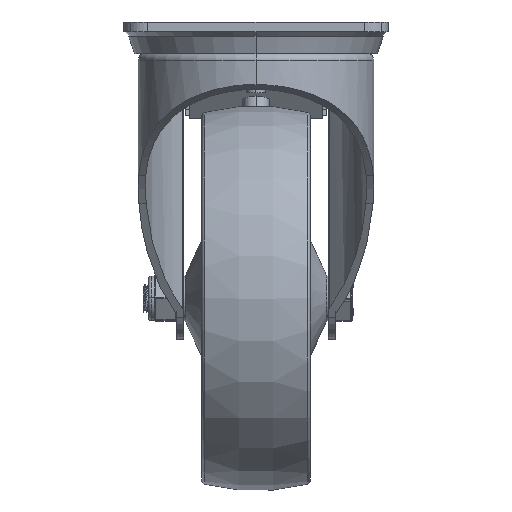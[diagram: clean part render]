
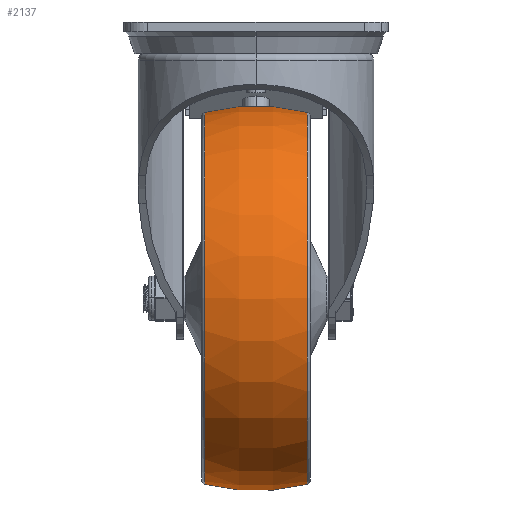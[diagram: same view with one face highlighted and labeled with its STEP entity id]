
A CAD part, left-side view. The second image highlights one B-rep face of the part: STEP entity #2137.
In plain terms, the highlighted toroidal (fillet/blend) face has major radius 5.875 mm and minor radius 85.875 mm.
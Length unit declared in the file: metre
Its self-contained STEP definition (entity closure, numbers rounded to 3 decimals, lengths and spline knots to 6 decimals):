
#2137=ADVANCED_FACE('27:41069',(#3818),#3819,.T.);
#3818=FACE_OUTER_BOUND('',#8572,.T.);
#3819=TOROIDAL_SURFACE('',#8573,-0.005875,0.085875);
#8572=EDGE_LOOP('',(#17805,#17806,#17807,#17808,#17809,#17810));
#8573=AXIS2_PLACEMENT_3D('',#17811,#17812,#17813);
#17805=ORIENTED_EDGE('',*,*,#25629,.F.);
#17806=ORIENTED_EDGE('',*,*,#25630,.T.);
#17807=ORIENTED_EDGE('',*,*,#25631,.T.);
#17808=ORIENTED_EDGE('',*,*,#25632,.F.);
#17809=ORIENTED_EDGE('',*,*,#25625,.F.);
#17810=ORIENTED_EDGE('',*,*,#25624,.F.);
#17811=CARTESIAN_POINT('',(0.,0.0,0.0));
#17812=DIRECTION('',(0.,1.0,0.0));
#17813=DIRECTION('',(0.0,0.0,-1.0));
#25624=EDGE_CURVE('27:41168',#29192,#29195,#29196,.T.);
#25625=EDGE_CURVE('27:41168',#29195,#29197,#29198,.T.);
#25629=EDGE_CURVE('',#29204,#29192,#29205,.T.);
#25630=EDGE_CURVE('27:41165',#29204,#29206,#29207,.T.);
#25631=EDGE_CURVE('27:41165',#29206,#29208,#29209,.T.);
#25632=EDGE_CURVE('',#29197,#29208,#29210,.T.);
#29192=VERTEX_POINT('',#35693);
#29195=VERTEX_POINT('',#35696);
#29196=CIRCLE('',#35697,0.077298);
#29197=VERTEX_POINT('',#35698);
#29198=CIRCLE('',#35699,0.077298);
#29204=VERTEX_POINT('',#35705);
#29205=CIRCLE('',#35706,0.085875);
#29206=VERTEX_POINT('',#35707);
#29207=CIRCLE('',#35708,0.077298);
#29208=VERTEX_POINT('',#35709);
#29209=CIRCLE('',#35710,0.077298);
#29210=CIRCLE('',#35711,0.085875);
#35693=CARTESIAN_POINT('',(0.,0.021373,-0.077298));
#35696=CARTESIAN_POINT('',(-0.077298,0.021373,0.0));
#35697=AXIS2_PLACEMENT_3D('',#45105,#45106,#45107);
#35698=CARTESIAN_POINT('',(0.,0.021373,0.077298));
#35699=AXIS2_PLACEMENT_3D('',#45108,#45109,#45110);
#35705=CARTESIAN_POINT('',(0.,-0.021373,-0.077298));
#35706=AXIS2_PLACEMENT_3D('',#45120,#45121,#45122);
#35707=CARTESIAN_POINT('',(-0.077298,-0.021373,0.0));
#35708=AXIS2_PLACEMENT_3D('',#45123,#45124,#45125);
#35709=CARTESIAN_POINT('',(0.,-0.021373,0.077298));
#35710=AXIS2_PLACEMENT_3D('',#45126,#45127,#45128);
#35711=AXIS2_PLACEMENT_3D('',#45129,#45130,#45131);
#45105=CARTESIAN_POINT('',(0.,0.021373,0.0));
#45106=DIRECTION('',(0.,1.0,0.0));
#45107=DIRECTION('',(-1.0,0.,0.0));
#45108=CARTESIAN_POINT('',(0.,0.021373,0.0));
#45109=DIRECTION('',(0.,1.0,0.0));
#45110=DIRECTION('',(-1.0,0.,0.0));
#45120=CARTESIAN_POINT('',(0.,0.,0.005875));
#45121=DIRECTION('',(1.0,0.,0.));
#45122=DIRECTION('',(0.,0.,-1.0));
#45123=CARTESIAN_POINT('',(0.,-0.021373,0.0));
#45124=DIRECTION('',(0.,1.0,0.0));
#45125=DIRECTION('',(-1.0,0.,0.0));
#45126=CARTESIAN_POINT('',(0.,-0.021373,0.0));
#45127=DIRECTION('',(0.,1.0,0.0));
#45128=DIRECTION('',(-1.0,0.,0.0));
#45129=CARTESIAN_POINT('',(0.,0.,-0.005875));
#45130=DIRECTION('',(1.0,0.,0.));
#45131=DIRECTION('',(0.,0.,1.0));
